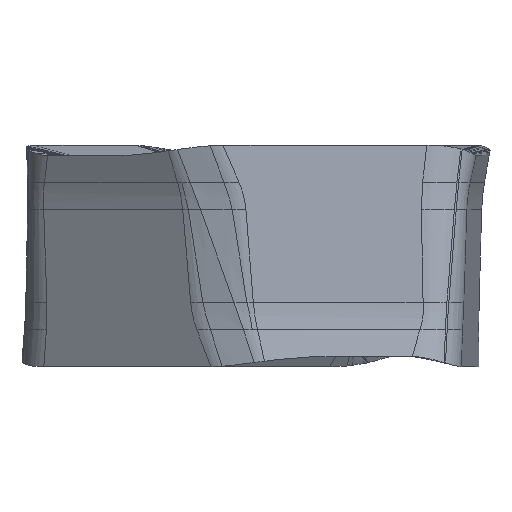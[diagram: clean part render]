
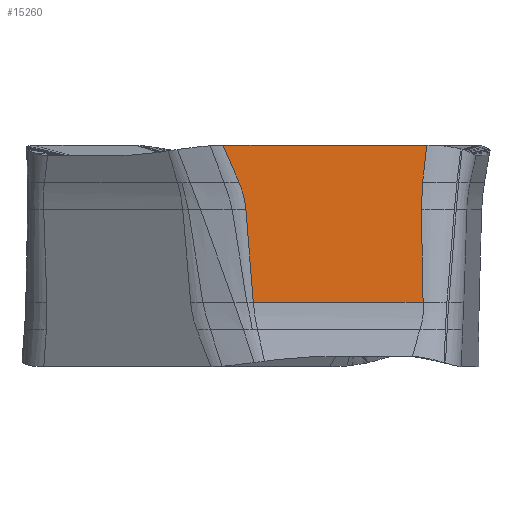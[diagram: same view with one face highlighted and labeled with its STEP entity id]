
A CAD part, front view. The second image highlights one B-rep face of the part: STEP entity #15260.
In plain terms, the highlighted planar face has unit normal (0, -0.999, 0.035).
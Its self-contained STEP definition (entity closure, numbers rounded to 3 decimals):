
#3289=DIRECTION('',(1.,0.,0.));
#3290=VECTOR('',#3289,4.609);
#3291=CARTESIAN_POINT('',(-1.25,-4.446,
4.725));
#3292=LINE('',#3291,#3290);
#3297=DIRECTION('',(0.111,0.035,0.993));
#3298=VECTOR('',#3297,0.836);
#3299=CARTESIAN_POINT('',(3.265,-4.475,3.894));
#3300=LINE('',#3299,#3298);
#3301=CARTESIAN_POINT('',(3.236,-4.497,3.271));
#3302=CARTESIAN_POINT('',(3.232,-4.49,3.478));
#3303=CARTESIAN_POINT('',(3.242,-4.482,3.686));
#3304=CARTESIAN_POINT('',(3.265,-4.475,3.894));
#3306=DIRECTION('',(-0.019,0.035,0.999));
#3307=VECTOR('',#3306,2.094);
#3308=CARTESIAN_POINT('',(3.275,-4.57,1.178));
#3309=LINE('',#3308,#3307);
#3310=DIRECTION('',(0.08,-0.035,-0.996));
#3311=VECTOR('',#3310,2.1);
#3312=CARTESIAN_POINT('',(-0.73,-4.497,
3.271));
#3313=LINE('',#3312,#3311);
#3314=CARTESIAN_POINT('',(-0.887,-4.475,
3.894));
#3315=CARTESIAN_POINT('',(-0.865,-4.477,
3.845));
#3316=CARTESIAN_POINT('',(-0.826,-4.48,
3.745));
#3317=CARTESIAN_POINT('',(-0.765,-4.488,
3.538));
#3318=CARTESIAN_POINT('',(-0.739,-4.493,
3.378));
#3319=CARTESIAN_POINT('',(-0.73,-4.497,
3.271));
#3321=DIRECTION('',(0.401,-0.032,-0.916));
#3322=VECTOR('',#3321,0.907);
#3323=CARTESIAN_POINT('',(-1.25,-4.446,
4.725));
#3324=LINE('',#3323,#3322);
#3488=CARTESIAN_POINT('',(3.275,-4.57,1.178));
#3504=CARTESIAN_POINT('',(3.236,-4.497,3.271));
#3566=DIRECTION('',(-1.,0.,0.));
#3567=VECTOR('',#3566,3.838);
#3568=CARTESIAN_POINT('',(3.275,-4.57,1.178));
#3569=LINE('',#3568,#3567);
#4301=VERTEX_POINT('',#3488);
#4317=VERTEX_POINT('',#3504);
#4318=VERTEX_POINT('',#3314);
#4319=VERTEX_POINT('',#3319);
#4320=CARTESIAN_POINT('',(-0.563,-4.57,
1.178));
#4321=VERTEX_POINT('',#4320);
#4322=VERTEX_POINT('',#3304);
#4464=CARTESIAN_POINT('',(-1.25,-4.446,
4.725));
#4465=CARTESIAN_POINT('',(3.358,-4.446,4.725));
#4466=VERTEX_POINT('',#4464);
#4467=VERTEX_POINT('',#4465);
#15239=CARTESIAN_POINT('',(-3.032,-4.57,
1.178));
#15240=DIRECTION('',(0.,0.999,-0.035));
#15241=DIRECTION('',(0.,-0.035,
-0.999));
#15242=AXIS2_PLACEMENT_3D('',#15239,#15240,#15241);
#15243=PLANE('',#15242);
#15244=ORIENTED_EDGE('',*,*,#15223,.T.);
#15245=ORIENTED_EDGE('',*,*,#15156,.F.);
#15247=ORIENTED_EDGE('',*,*,#15246,.F.);
#15249=ORIENTED_EDGE('',*,*,#15248,.F.);
#15251=ORIENTED_EDGE('',*,*,#15250,.T.);
#15253=ORIENTED_EDGE('',*,*,#15252,.F.);
#15255=ORIENTED_EDGE('',*,*,#15254,.F.);
#15257=ORIENTED_EDGE('',*,*,#15256,.F.);
#15258=EDGE_LOOP('',(#15244,#15245,#15247,#15249,#15251,#15253,#15255,#15257));
#15259=FACE_OUTER_BOUND('',#15258,.F.);
#3305=B_SPLINE_CURVE_WITH_KNOTS('',3,(#3301,#3302,#3303,#3304),.UNSPECIFIED.,
.F.,.F.,(4,4),(0.,1.),.UNSPECIFIED.);
#3320=B_SPLINE_CURVE_WITH_KNOTS('',3,(#3314,#3315,#3316,#3317,#3318,#3319),
.UNSPECIFIED.,.F.,.F.,(4,1,1,4),(0.,0.25,0.5,1.),
.UNSPECIFIED.);
#15156=EDGE_CURVE('',#4322,#4467,#3300,.T.);
#15223=EDGE_CURVE('',#4466,#4467,#3292,.T.);
#15246=EDGE_CURVE('',#4317,#4322,#3305,.T.);
#15248=EDGE_CURVE('',#4301,#4317,#3309,.T.);
#15250=EDGE_CURVE('',#4301,#4321,#3569,.T.);
#15252=EDGE_CURVE('',#4319,#4321,#3313,.T.);
#15254=EDGE_CURVE('',#4318,#4319,#3320,.T.);
#15256=EDGE_CURVE('',#4466,#4318,#3324,.T.);
#15260=ADVANCED_FACE('',(#15259),#15243,.F.);
